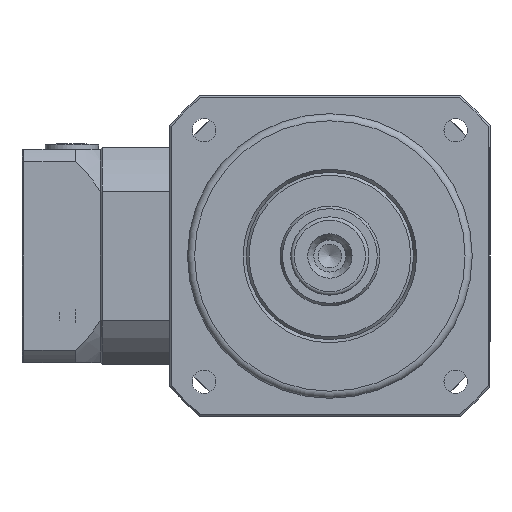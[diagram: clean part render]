
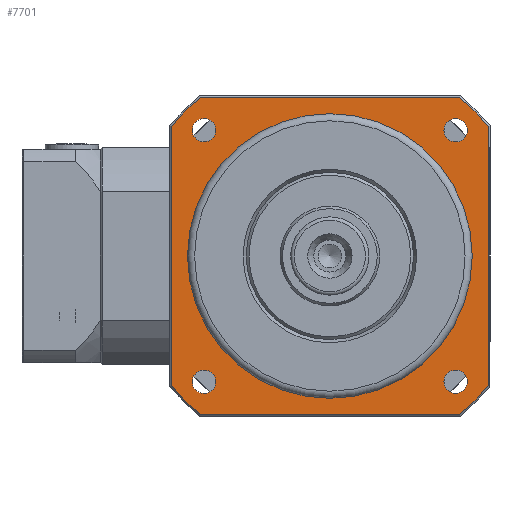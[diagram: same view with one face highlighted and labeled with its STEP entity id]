
A CAD part, left-side view. The second image highlights one B-rep face of the part: STEP entity #7701.
In plain terms, the highlighted planar face has unit normal (-1, 0, 0).
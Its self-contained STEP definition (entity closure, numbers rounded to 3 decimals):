
#440=LINE('',#12316,#831);
#441=LINE('',#12320,#832);
#442=LINE('',#12324,#833);
#443=LINE('',#12328,#834);
#831=VECTOR('',#9903,72.829);
#832=VECTOR('',#9906,72.829);
#833=VECTOR('',#9909,72.829);
#834=VECTOR('',#9912,72.829);
#1239=FACE_BOUND('',#2431,.T.);
#1240=FACE_BOUND('',#2432,.T.);
#1241=FACE_BOUND('',#2433,.T.);
#1242=FACE_BOUND('',#2434,.T.);
#1243=FACE_BOUND('',#2435,.T.);
#1791=FACE_OUTER_BOUND('',#2430,.T.);
#2430=EDGE_LOOP('',(#5645,#5646,#5647,#5648,#5649,#5650,#5651,#5652));
#2431=EDGE_LOOP('',(#5653));
#2432=EDGE_LOOP('',(#5654));
#2433=EDGE_LOOP('',(#5655));
#2434=EDGE_LOOP('',(#5656));
#2435=EDGE_LOOP('',(#5657));
#3003=CIRCLE('',#8429,3.3);
#3005=CIRCLE('',#8432,3.3);
#3007=CIRCLE('',#8435,3.3);
#3009=CIRCLE('',#8438,3.3);
#3010=CIRCLE('',#8440,40.);
#3013=CIRCLE('',#8445,57.5);
#3014=CIRCLE('',#8446,57.5);
#3015=CIRCLE('',#8447,57.5);
#3016=CIRCLE('',#8448,57.5);
#3500=VERTEX_POINT('',#12288);
#3502=VERTEX_POINT('',#12293);
#3504=VERTEX_POINT('',#12298);
#3506=VERTEX_POINT('',#12303);
#3507=VERTEX_POINT('',#12306);
#3510=VERTEX_POINT('',#12314);
#3511=VERTEX_POINT('',#12315);
#3512=VERTEX_POINT('',#12317);
#3513=VERTEX_POINT('',#12319);
#3514=VERTEX_POINT('',#12321);
#3515=VERTEX_POINT('',#12323);
#3516=VERTEX_POINT('',#12325);
#3517=VERTEX_POINT('',#12327);
#4300=EDGE_CURVE('',#3500,#3500,#3003,.T.);
#4302=EDGE_CURVE('',#3502,#3502,#3005,.T.);
#4304=EDGE_CURVE('',#3504,#3504,#3007,.T.);
#4306=EDGE_CURVE('',#3506,#3506,#3009,.T.);
#4307=EDGE_CURVE('',#3507,#3507,#3010,.T.);
#4310=EDGE_CURVE('',#3510,#3511,#440,.T.);
#4311=EDGE_CURVE('',#3512,#3510,#3013,.T.);
#4312=EDGE_CURVE('',#3513,#3512,#441,.T.);
#4313=EDGE_CURVE('',#3514,#3513,#3014,.T.);
#4314=EDGE_CURVE('',#3515,#3514,#442,.T.);
#4315=EDGE_CURVE('',#3516,#3515,#3015,.T.);
#4316=EDGE_CURVE('',#3517,#3516,#443,.T.);
#4317=EDGE_CURVE('',#3511,#3517,#3016,.T.);
#5645=ORIENTED_EDGE('',*,*,#4310,.F.);
#5646=ORIENTED_EDGE('',*,*,#4311,.F.);
#5647=ORIENTED_EDGE('',*,*,#4312,.F.);
#5648=ORIENTED_EDGE('',*,*,#4313,.F.);
#5649=ORIENTED_EDGE('',*,*,#4314,.F.);
#5650=ORIENTED_EDGE('',*,*,#4315,.F.);
#5651=ORIENTED_EDGE('',*,*,#4316,.F.);
#5652=ORIENTED_EDGE('',*,*,#4317,.F.);
#5653=ORIENTED_EDGE('',*,*,#4307,.T.);
#5654=ORIENTED_EDGE('',*,*,#4300,.T.);
#5655=ORIENTED_EDGE('',*,*,#4302,.T.);
#5656=ORIENTED_EDGE('',*,*,#4304,.T.);
#5657=ORIENTED_EDGE('',*,*,#4306,.T.);
#6974=PLANE('',#8444);
#7701=ADVANCED_FACE('',(#1791,#1239,#1240,#1241,#1242,#1243),#6974,.T.);
#8429=AXIS2_PLACEMENT_3D('',#12289,#9871,#9872);
#8432=AXIS2_PLACEMENT_3D('',#12294,#9877,#9878);
#8435=AXIS2_PLACEMENT_3D('',#12299,#9883,#9884);
#8438=AXIS2_PLACEMENT_3D('',#12304,#9889,#9890);
#8440=AXIS2_PLACEMENT_3D('',#12307,#9893,#9894);
#8444=AXIS2_PLACEMENT_3D('',#12313,#9901,#9902);
#8445=AXIS2_PLACEMENT_3D('',#12318,#9904,#9905);
#8446=AXIS2_PLACEMENT_3D('',#12322,#9907,#9908);
#8447=AXIS2_PLACEMENT_3D('',#12326,#9910,#9911);
#8448=AXIS2_PLACEMENT_3D('',#12329,#9913,#9914);
#9871=DIRECTION('center_axis',(1.,0.,0.));
#9872=DIRECTION('ref_axis',(0.,0.,
-1.));
#9877=DIRECTION('center_axis',(1.,0.,0.));
#9878=DIRECTION('ref_axis',(0.,1.,0.));
#9883=DIRECTION('center_axis',(1.,0.,0.));
#9884=DIRECTION('ref_axis',(0.,0.,
1.));
#9889=DIRECTION('center_axis',(1.,0.,0.));
#9890=DIRECTION('ref_axis',(0.,-1.,0.));
#9893=DIRECTION('center_axis',(1.,0.,0.));
#9894=DIRECTION('ref_axis',(0.,0.,
-1.));
#9901=DIRECTION('center_axis',(-1.,0.,0.));
#9902=DIRECTION('ref_axis',(0.,0.,1.));
#9903=DIRECTION('',(0.,0.,-1.));
#9904=DIRECTION('center_axis',(1.,0.,0.));
#9905=DIRECTION('ref_axis',(0.,0.,
1.));
#9906=DIRECTION('',(0.,-1.,0.));
#9907=DIRECTION('center_axis',(1.,0.,0.));
#9908=DIRECTION('ref_axis',(0.,0.,
1.));
#9909=DIRECTION('',(0.,0.,1.));
#9910=DIRECTION('center_axis',(1.,0.,0.));
#9911=DIRECTION('ref_axis',(0.,0.,
-1.));
#9912=DIRECTION('',(0.,1.,0.));
#9913=DIRECTION('center_axis',(1.,0.,0.));
#9914=DIRECTION('ref_axis',(0.,0.,
-1.));
#12288=CARTESIAN_POINT('',(-62.925,76.336,42.161));
#12289=CARTESIAN_POINT('Origin',(-62.925,76.336,38.861));
#12293=CARTESIAN_POINT('',(-62.925,73.036,-31.849));
#12294=CARTESIAN_POINT('Origin',(-62.925,76.336,-31.849));
#12298=CARTESIAN_POINT('',(-62.925,147.047,-35.149));
#12299=CARTESIAN_POINT('Origin',(-62.925,147.047,-31.849));
#12303=CARTESIAN_POINT('',(-62.925,150.347,38.861));
#12304=CARTESIAN_POINT('Origin',(-62.925,147.047,38.861));
#12306=CARTESIAN_POINT('',(-62.925,111.691,43.506));
#12307=CARTESIAN_POINT('Origin',(-62.925,111.691,3.506));
#12313=CARTESIAN_POINT('Origin',(-62.925,111.691,3.506));
#12314=CARTESIAN_POINT('',(-62.925,67.191,39.92));
#12315=CARTESIAN_POINT('',(-62.925,67.191,-32.908));
#12316=CARTESIAN_POINT('',(-62.925,67.191,-18.994));
#12317=CARTESIAN_POINT('',(-62.925,75.277,48.006));
#12318=CARTESIAN_POINT('Origin',(-62.925,111.691,3.506));
#12319=CARTESIAN_POINT('',(-62.925,148.106,48.006));
#12320=CARTESIAN_POINT('',(-62.925,89.191,48.006));
#12321=CARTESIAN_POINT('',(-62.925,156.191,39.92));
#12322=CARTESIAN_POINT('Origin',(-62.925,111.691,3.506));
#12323=CARTESIAN_POINT('',(-62.925,156.191,-32.908));
#12324=CARTESIAN_POINT('',(-62.925,156.191,26.006));
#12325=CARTESIAN_POINT('',(-62.925,148.106,-40.994));
#12326=CARTESIAN_POINT('Origin',(-62.925,111.691,3.506));
#12327=CARTESIAN_POINT('',(-62.925,75.277,-40.994));
#12328=CARTESIAN_POINT('',(-62.925,134.191,-40.994));
#12329=CARTESIAN_POINT('Origin',(-62.925,111.691,3.506));
